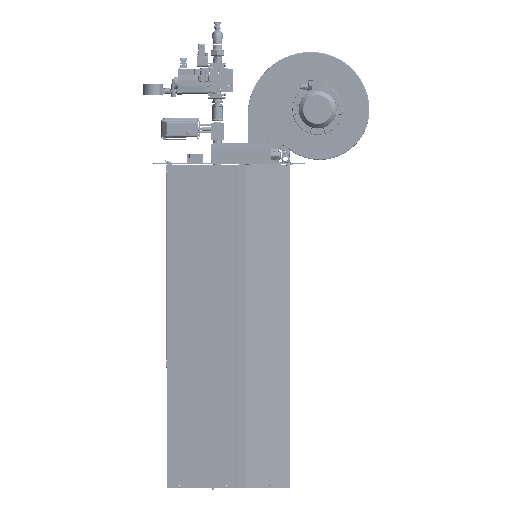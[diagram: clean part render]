
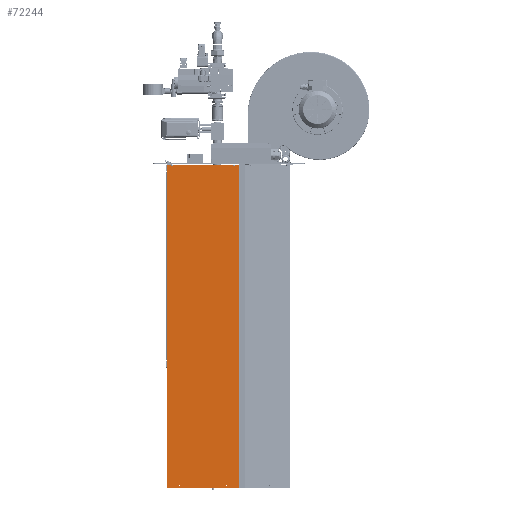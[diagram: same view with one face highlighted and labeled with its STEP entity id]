
A CAD part, left-side view. The second image highlights one B-rep face of the part: STEP entity #72244.
In plain terms, the highlighted planar face has unit normal (-1, 0, 0).
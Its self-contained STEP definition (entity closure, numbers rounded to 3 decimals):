
#541 = DIRECTION ( 'NONE',  ( 0., 0., -1. ) ) ;
#3272 = DIRECTION ( 'NONE',  ( 0., -1., 0. ) ) ;
#11526 = CIRCLE ( 'NONE', #126817, 2.25 ) ;
#14878 = FACE_OUTER_BOUND ( 'NONE', #198592, .T. ) ;
#16924 = VERTEX_POINT ( 'NONE', #84683 ) ;
#18119 = CARTESIAN_POINT ( 'NONE',  ( -139.763, -15.587, -1280. ) ) ;
#18571 = CARTESIAN_POINT ( 'NONE',  ( -139.763, -14.851, -1280. ) ) ;
#23731 = VECTOR ( 'NONE', #541, 1000. ) ;
#24207 = CARTESIAN_POINT ( 'NONE',  ( -139.763, -14.851, -2.237 ) ) ;
#25508 = VERTEX_POINT ( 'NONE', #108499 ) ;
#33906 = DIRECTION ( 'NONE',  ( 0., 0., -1. ) ) ;
#35890 = EDGE_CURVE ( 'NONE', #191864, #150253, #121711, .T. ) ;
#37667 = DIRECTION ( 'NONE',  ( 1., 0., 0. ) ) ;
#38137 = AXIS2_PLACEMENT_3D ( 'NONE', #63135, #148749, #79726 ) ;
#39057 = FACE_BOUND ( 'NONE', #138393, .T. ) ;
#40659 = EDGE_CURVE ( 'NONE', #150253, #48450, #53334, .T. ) ;
#48450 = VERTEX_POINT ( 'NONE', #81561 ) ;
#53334 = LINE ( 'NONE', #18571, #23731 ) ;
#63135 = CARTESIAN_POINT ( 'NONE',  ( -139.763, 35.163, -1271.5 ) ) ;
#65369 = CARTESIAN_POINT ( 'NONE',  ( -139.763, 270.676, -2.237 ) ) ;
#66140 = ORIENTED_EDGE ( 'NONE', *, *, #217523, .F. ) ;
#67788 = CARTESIAN_POINT ( 'NONE',  ( -139.763, 221.163, -1271.5 ) ) ;
#72244 = ADVANCED_FACE ( 'NONE', ( #84840, #39057, #14878 ), #122655, .F. ) ;
#78696 = VECTOR ( 'NONE', #186792, 1000. ) ;
#79726 = DIRECTION ( 'NONE',  ( 0., 0., -1. ) ) ;
#81561 = CARTESIAN_POINT ( 'NONE',  ( -139.763, -14.851, -1280. ) ) ;
#84683 = CARTESIAN_POINT ( 'NONE',  ( -139.763, 35.163, -1273.75 ) ) ;
#84840 = FACE_BOUND ( 'NONE', #188284, .T. ) ;
#86603 = DIRECTION ( 'NONE',  ( 0., 0., -1. ) ) ;
#93783 = LINE ( 'NONE', #124345, #169025 ) ;
#96976 = ORIENTED_EDGE ( 'NONE', *, *, #162818, .T. ) ;
#97957 = VECTOR ( 'NONE', #187621, 1000. ) ;
#99710 = CARTESIAN_POINT ( 'NONE',  ( -139.763, 270.676, 0. ) ) ;
#102927 = EDGE_CURVE ( 'NONE', #191864, #25508, #138246, .T. ) ;
#107182 = ORIENTED_EDGE ( 'NONE', *, *, #40659, .F. ) ;
#107859 = ORIENTED_EDGE ( 'NONE', *, *, #35890, .F. ) ;
#108499 = CARTESIAN_POINT ( 'NONE',  ( -139.763, 270.676, -1280. ) ) ;
#113715 = CARTESIAN_POINT ( 'NONE',  ( -139.763, 221.163, -1273.75 ) ) ;
#117389 = ORIENTED_EDGE ( 'NONE', *, *, #140833, .F. ) ;
#121711 = LINE ( 'NONE', #187539, #78696 ) ;
#122655 = PLANE ( 'NONE',  #127271 ) ;
#124345 = CARTESIAN_POINT ( 'NONE',  ( -139.763, -15.587, -1280. ) ) ;
#126817 = AXIS2_PLACEMENT_3D ( 'NONE', #67788, #137637, #33906 ) ;
#127271 = AXIS2_PLACEMENT_3D ( 'NONE', #18119, #37667, #86603 ) ;
#137637 = DIRECTION ( 'NONE',  ( -1., 0., 0. ) ) ;
#138246 = LINE ( 'NONE', #99710, #97957 ) ;
#138393 = EDGE_LOOP ( 'NONE', ( #117389 ) ) ;
#140833 = EDGE_CURVE ( 'NONE', #168138, #168138, #11526, .T. ) ;
#141434 = CIRCLE ( 'NONE', #38137, 2.25 ) ;
#148749 = DIRECTION ( 'NONE',  ( -1., 0., 0. ) ) ;
#150253 = VERTEX_POINT ( 'NONE', #24207 ) ;
#162818 = EDGE_CURVE ( 'NONE', #25508, #48450, #93783, .T. ) ;
#168138 = VERTEX_POINT ( 'NONE', #113715 ) ;
#169025 = VECTOR ( 'NONE', #3272, 1000. ) ;
#186792 = DIRECTION ( 'NONE',  ( 0., -1., 0. ) ) ;
#187539 = CARTESIAN_POINT ( 'NONE',  ( -139.763, 270.676, -2.237 ) ) ;
#187621 = DIRECTION ( 'NONE',  ( 0., 0., -1. ) ) ;
#188284 = EDGE_LOOP ( 'NONE', ( #66140 ) ) ;
#191864 = VERTEX_POINT ( 'NONE', #65369 ) ;
#198592 = EDGE_LOOP ( 'NONE', ( #107859, #200716, #96976, #107182 ) ) ;
#200716 = ORIENTED_EDGE ( 'NONE', *, *, #102927, .T. ) ;
#217523 = EDGE_CURVE ( 'NONE', #16924, #16924, #141434, .T. ) ;
